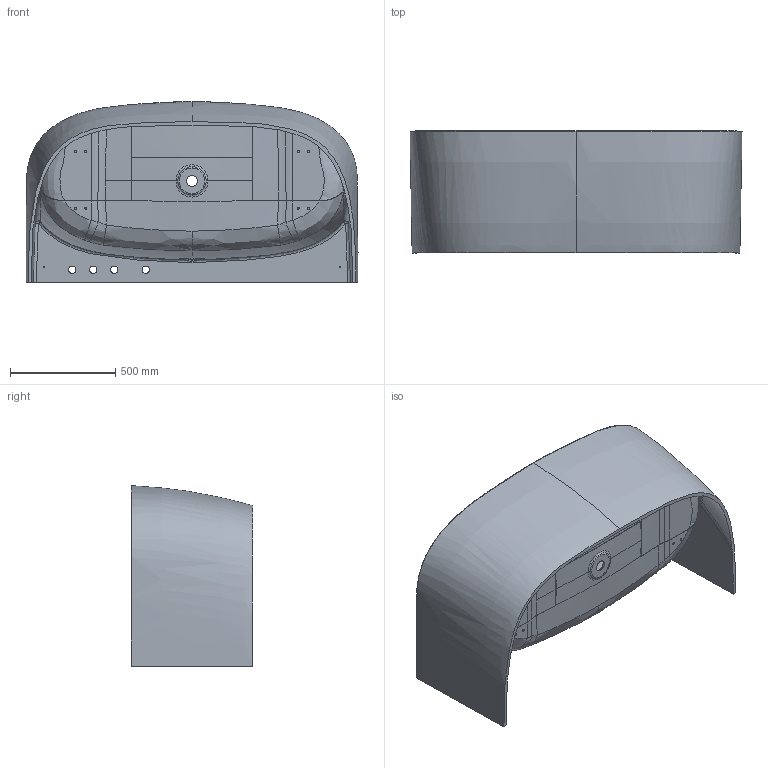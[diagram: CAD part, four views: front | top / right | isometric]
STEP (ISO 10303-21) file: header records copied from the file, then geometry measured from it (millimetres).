
FILE_DESCRIPTION (( 'STEP AP203' ), '1' );
FILE_NAME ('F1241161.step', '2022-03-15T12:44:22', ( '' ), ( '' ), 'SwSTEP 2.0', 'SolidWorks 2021', '' );
FILE_SCHEMA (( 'CONFIG_CONTROL_DESIGN' ));
Length unit declared in the file: millimetre
Products named in the file (1): F1241161
Bounding box: 1579.97 x 580 x 860.15 mm (x, y, z)
Volume: 64272894.1 mm3; surface area: 6571931.3 mm2
Topology: 1 solids, 1 shells, 177 faces, 438 edges, 267 vertices
Faces by surface type: bspline 103, cylinder 28, plane 21, cone 16, torus 7, sphere 2
Entity records: 53602 total; most frequent: CARTESIAN_POINT 50170, ORIENTED_EDGE 864, DIRECTION 451, EDGE_CURVE 432, VERTEX_POINT 267, B_SPLINE_CURVE_WITH_KNOTS 249, AXIS2_PLACEMENT_3D 200, EDGE_LOOP 197
